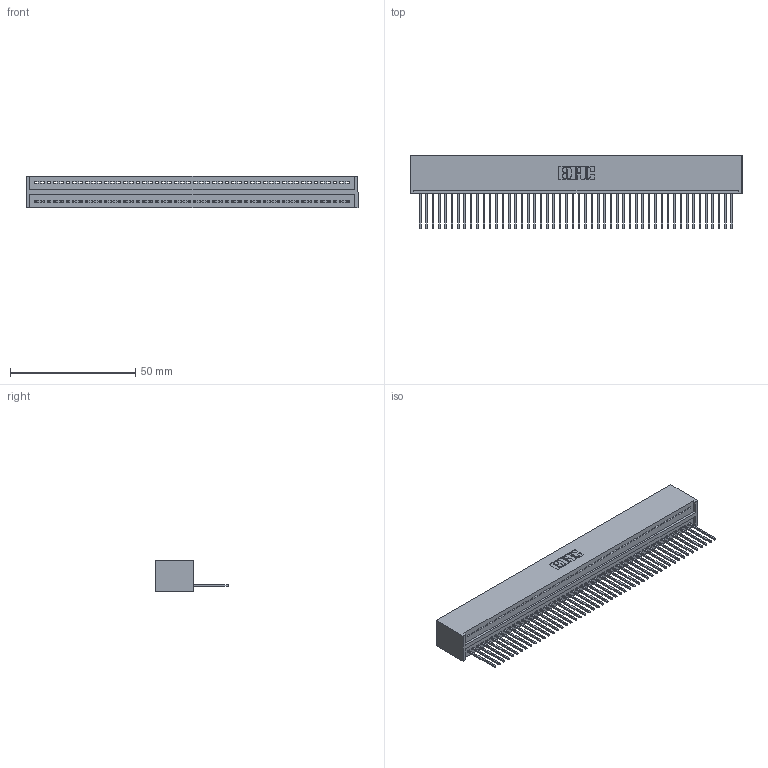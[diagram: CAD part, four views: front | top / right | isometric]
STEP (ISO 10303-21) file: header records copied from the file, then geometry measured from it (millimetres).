
FILE_DESCRIPTION (( 'STEP AP203' ), '1' );
FILE_NAME ('325-050-540-101.STEP', '2020-02-24T23:57:35', ( '' ), ( '' ), 'SwSTEP 2.0', 'SolidWorks 2016', '' );
FILE_SCHEMA (( 'CONFIG_CONTROL_DESIGN' ));
Length unit declared in the file: inch
Products named in the file (3): 325 Part_Lugless; 325-050-540-101; 325-292-001_325-293-140
Assembly tree (51 placements, depth 2):
  325-050-540-101
    325 Part_Lugless
    325-292-001_325-293-140  x50
Bounding box: 132.64 x 29.46 x 12.45 mm (x, y, z)
Volume: 17541 mm3; surface area: 20290.5 mm2
Topology: 51 solids, 51 shells, 3006 faces, 9087 edges, 5990 vertices
Faces by surface type: plane 2166, cylinder 840
Entity records: 29273 total; most frequent: CARTESIAN_POINT 5056, ORIENTED_EDGE 5042, DIRECTION 4241, EDGE_CURVE 2521, VECTOR 2401, LINE 2401, VERTEX_POINT 1678, AXIS2_PLACEMENT_3D 920
